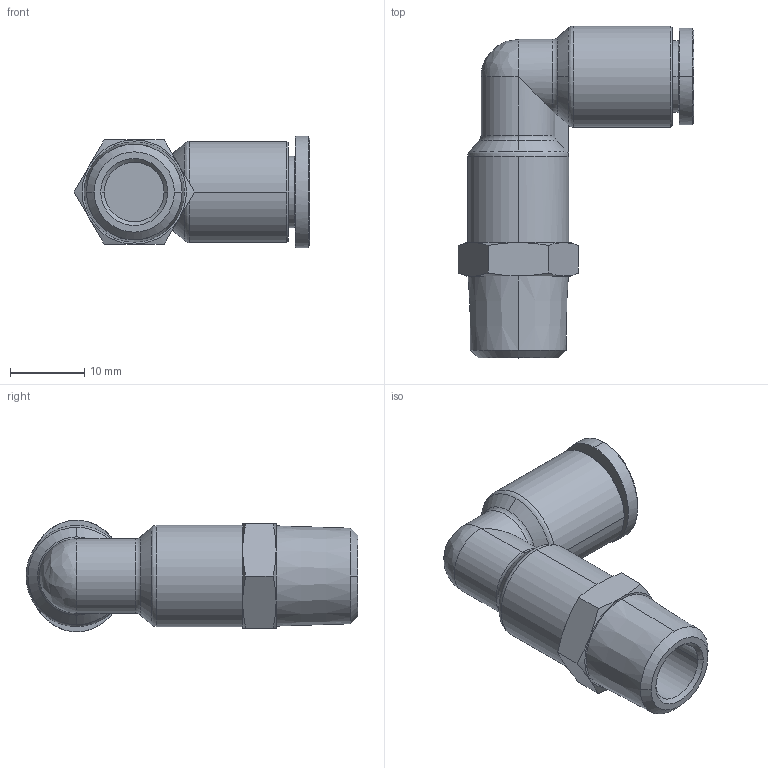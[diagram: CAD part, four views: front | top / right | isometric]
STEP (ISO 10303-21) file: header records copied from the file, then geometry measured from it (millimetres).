
FILE_DESCRIPTION (( 'STEP AP214' ), '1' );
FILE_NAME ('PLLP08-02.stp', '2015-09-15T14:54:07', ( '' ), ( '' ), 'SwSTEP 2.0', 'SolidWorks 2015', '' );
FILE_SCHEMA (( 'AUTOMOTIVE_DESIGN' ));
Length unit declared in the file: millimetre
Products named in the file (2): PLLP08-02; ｦ+ﾃｦ1
Assembly tree (1 placements, depth 2):
  PLLP08-02
    ｦ+ﾃｦ1
Bounding box: 31.68 x 44.6 x 15 mm (x, y, z)
Volume: 6069.6 mm3; surface area: 3769 mm2
Topology: 1 solids, 1 shells, 441 faces, 1228 edges, 810 vertices
Faces by surface type: plane 352, bspline 34, cone 30, cylinder 21, torus 4
Entity records: 15542 total; most frequent: CARTESIAN_POINT 3839, ORIENTED_EDGE 2454, DIRECTION 2032, EDGE_CURVE 1227, LINE 1016, VECTOR 1016, VERTEX_POINT 810, AXIS2_PLACEMENT_3D 508
